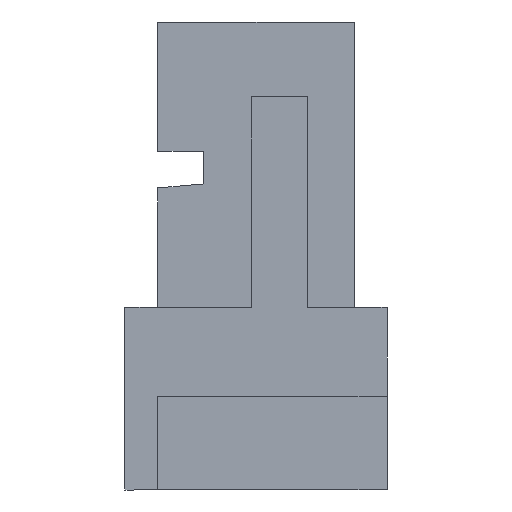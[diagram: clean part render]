
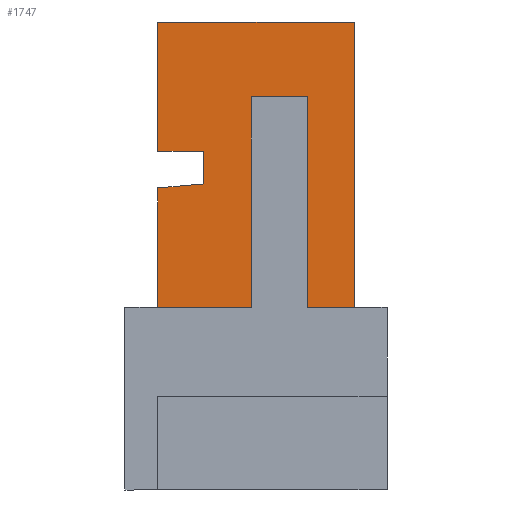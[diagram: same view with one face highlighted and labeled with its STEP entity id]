
A CAD part, left-side view. The second image highlights one B-rep face of the part: STEP entity #1747.
In plain terms, the highlighted planar face has unit normal (-1, 0, 0).
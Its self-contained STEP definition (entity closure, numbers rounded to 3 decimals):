
#1135 = CARTESIAN_POINT ( 'NONE',  ( -6.2, -1.45, 0.85 ) ) ;
#1137 = CARTESIAN_POINT ( 'NONE',  ( -6.2, -2.45, 0.85 ) ) ;
#1190 = DIRECTION ( 'NONE',  ( 0., 1., 0. ) ) ;
#1191 = VECTOR ( 'NONE', #1190, 1000. ) ;
#1192 = CARTESIAN_POINT ( 'NONE',  ( -6.2, -1.45, 0.85 ) ) ;
#1193 = LINE ( 'NONE', #1192, #1191 ) ;
#1248 = CARTESIAN_POINT ( 'NONE',  ( -6.2, -1.94, 2.17 ) ) ;
#1249 = DIRECTION ( 'NONE',  ( 0., -0.996, 0.087 ) ) ;
#1250 = VECTOR ( 'NONE', #1249, 1000. ) ;
#1251 = CARTESIAN_POINT ( 'NONE',  ( -6.2, -1.45, 2.127 ) ) ;
#1252 = LINE ( 'NONE', #1251, #1250 ) ;
#1280 = CARTESIAN_POINT ( 'NONE',  ( -6.2, -1.45, 2.127 ) ) ;
#1281 = DIRECTION ( 'NONE',  ( 0., 0., 1. ) ) ;
#1282 = VECTOR ( 'NONE', #1281, 1000. ) ;
#1283 = CARTESIAN_POINT ( 'NONE',  ( -6.2, -1.45, 0.85 ) ) ;
#1284 = LINE ( 'NONE', #1283, #1282 ) ;
#1328 = EDGE_CURVE ( 'NONE', #1498, #1330, #2932, .T. ) ;
#1330 = VERTEX_POINT ( 'NONE', #2927 ) ;
#1414 = VERTEX_POINT ( 'NONE', #3078 ) ;
#1418 = EDGE_CURVE ( 'NONE', #1425, #1414, #3077, .T. ) ;
#1425 = VERTEX_POINT ( 'NONE', #3095 ) ;
#1426 = EDGE_CURVE ( 'NONE', #1465, #1425, #3151, .T. ) ;
#1465 = VERTEX_POINT ( 'NONE', #3238 ) ;
#1475 = EDGE_CURVE ( 'NONE', #6522, #1465, #3223, .T. ) ;
#1498 = VERTEX_POINT ( 'NONE', #3339 ) ;
#1521 = EDGE_CURVE ( 'NONE', #1414, #1498, #3372, .T. ) ;
#1745 = EDGE_CURVE ( 'NONE', #1763, #6470, #3808, .T. ) ;
#1747 = ADVANCED_FACE ( 'NONE', ( #3804 ), #3789, .F. ) ;
#1748 = EDGE_LOOP ( 'NONE', ( #1749, #1750, #1751, #1810, #1811, #1812, #1813, #1814, #1815, #1816, #1817, #1818 ) ) ;
#1749 = ORIENTED_EDGE ( 'NONE', *, *, #1771, .F. ) ;
#1750 = ORIENTED_EDGE ( 'NONE', *, *, #1328, .F. ) ;
#1751 = ORIENTED_EDGE ( 'NONE', *, *, #1521, .F. ) ;
#1753 = EDGE_CURVE ( 'NONE', #1778, #1754, #3784, .T. ) ;
#1754 = VERTEX_POINT ( 'NONE', #3838 ) ;
#1762 = EDGE_CURVE ( 'NONE', #1754, #1763, #3812, .T. ) ;
#1763 = VERTEX_POINT ( 'NONE', #3870 ) ;
#1771 = EDGE_CURVE ( 'NONE', #1330, #1778, #3860, .T. ) ;
#1778 = VERTEX_POINT ( 'NONE', #3891 ) ;
#1810 = ORIENTED_EDGE ( 'NONE', *, *, #1418, .F. ) ;
#1811 = ORIENTED_EDGE ( 'NONE', *, *, #1426, .F. ) ;
#1812 = ORIENTED_EDGE ( 'NONE', *, *, #1475, .F. ) ;
#1813 = ORIENTED_EDGE ( 'NONE', *, *, #6521, .F. ) ;
#1814 = ORIENTED_EDGE ( 'NONE', *, *, #6534, .F. ) ;
#1815 = ORIENTED_EDGE ( 'NONE', *, *, #6476, .F. ) ;
#1816 = ORIENTED_EDGE ( 'NONE', *, *, #1745, .F. ) ;
#1817 = ORIENTED_EDGE ( 'NONE', *, *, #1762, .F. ) ;
#1818 = ORIENTED_EDGE ( 'NONE', *, *, #1753, .F. ) ;
#2927 = CARTESIAN_POINT ( 'NONE',  ( -6.2, -3.55, 0.85 ) ) ;
#2929 = DIRECTION ( 'NONE',  ( 0., 0., -1. ) ) ;
#2930 = VECTOR ( 'NONE', #2929, 1000. ) ;
#2931 = CARTESIAN_POINT ( 'NONE',  ( -6.2, -3.55, 3.9 ) ) ;
#2932 = LINE ( 'NONE', #2931, #2930 ) ;
#3074 = DIRECTION ( 'NONE',  ( 0., 0., 1. ) ) ;
#3075 = VECTOR ( 'NONE', #3074, 1000. ) ;
#3076 = CARTESIAN_POINT ( 'NONE',  ( -6.2, -1.45, 2.52 ) ) ;
#3077 = LINE ( 'NONE', #3076, #3075 ) ;
#3078 = CARTESIAN_POINT ( 'NONE',  ( -6.2, -1.45, 3.9 ) ) ;
#3095 = CARTESIAN_POINT ( 'NONE',  ( -6.2, -1.45, 2.52 ) ) ;
#3148 = DIRECTION ( 'NONE',  ( 0., 1., 0. ) ) ;
#3149 = VECTOR ( 'NONE', #3148, 1000. ) ;
#3150 = CARTESIAN_POINT ( 'NONE',  ( -6.2, -1.94, 2.52 ) ) ;
#3151 = LINE ( 'NONE', #3150, #3149 ) ;
#3220 = DIRECTION ( 'NONE',  ( 0., 0., 1. ) ) ;
#3221 = VECTOR ( 'NONE', #3220, 1000. ) ;
#3222 = CARTESIAN_POINT ( 'NONE',  ( -6.2, -1.94, 2.17 ) ) ;
#3223 = LINE ( 'NONE', #3222, #3221 ) ;
#3238 = CARTESIAN_POINT ( 'NONE',  ( -6.2, -1.94, 2.52 ) ) ;
#3339 = CARTESIAN_POINT ( 'NONE',  ( -6.2, -3.55, 3.9 ) ) ;
#3369 = DIRECTION ( 'NONE',  ( 0., -1., 0. ) ) ;
#3370 = VECTOR ( 'NONE', #3369, 1000. ) ;
#3371 = CARTESIAN_POINT ( 'NONE',  ( -6.2, -1.45, 3.9 ) ) ;
#3372 = LINE ( 'NONE', #3371, #3370 ) ;
#3781 = DIRECTION ( 'NONE',  ( 0., 0., 1. ) ) ;
#3782 = VECTOR ( 'NONE', #3781, 1000. ) ;
#3783 = CARTESIAN_POINT ( 'NONE',  ( -6.2, -3.05, 0.85 ) ) ;
#3784 = LINE ( 'NONE', #3783, #3782 ) ;
#3785 = DIRECTION ( 'NONE',  ( 0., 1., 0. ) ) ;
#3786 = DIRECTION ( 'NONE',  ( 1., 0., 0. ) ) ;
#3787 = CARTESIAN_POINT ( 'NONE',  ( -6.2, -1.45, 0.85 ) ) ;
#3788 = AXIS2_PLACEMENT_3D ( 'NONE', #3787, #3786, #3785 ) ;
#3789 = PLANE ( 'NONE',  #3788 ) ;
#3804 = FACE_OUTER_BOUND ( 'NONE', #1748, .T. ) ;
#3805 = DIRECTION ( 'NONE',  ( 0., 0., -1. ) ) ;
#3806 = VECTOR ( 'NONE', #3805, 1000. ) ;
#3807 = CARTESIAN_POINT ( 'NONE',  ( -6.2, -2.45, 3.1 ) ) ;
#3808 = LINE ( 'NONE', #3807, #3806 ) ;
#3810 = DIRECTION ( 'NONE',  ( 0., 1., 0. ) ) ;
#3811 = CARTESIAN_POINT ( 'NONE',  ( -6.2, -3.05, 3.1 ) ) ;
#3812 = LINE ( 'NONE', #3811, #3871 ) ;
#3838 = CARTESIAN_POINT ( 'NONE',  ( -6.2, -3.05, 3.1 ) ) ;
#3857 = DIRECTION ( 'NONE',  ( 0., 1., 0. ) ) ;
#3858 = VECTOR ( 'NONE', #3857, 1000. ) ;
#3859 = CARTESIAN_POINT ( 'NONE',  ( -6.2, -3.05, 0.85 ) ) ;
#3860 = LINE ( 'NONE', #3859, #3858 ) ;
#3870 = CARTESIAN_POINT ( 'NONE',  ( -6.2, -2.45, 3.1 ) ) ;
#3871 = VECTOR ( 'NONE', #3810, 1000. ) ;
#3891 = CARTESIAN_POINT ( 'NONE',  ( -6.2, -3.05, 0.85 ) ) ;
#6470 = VERTEX_POINT ( 'NONE', #1137 ) ;
#6472 = VERTEX_POINT ( 'NONE', #1135 ) ;
#6476 = EDGE_CURVE ( 'NONE', #6470, #6472, #1193, .T. ) ;
#6521 = EDGE_CURVE ( 'NONE', #6535, #6522, #1252, .T. ) ;
#6522 = VERTEX_POINT ( 'NONE', #1248 ) ;
#6534 = EDGE_CURVE ( 'NONE', #6472, #6535, #1284, .T. ) ;
#6535 = VERTEX_POINT ( 'NONE', #1280 ) ;
